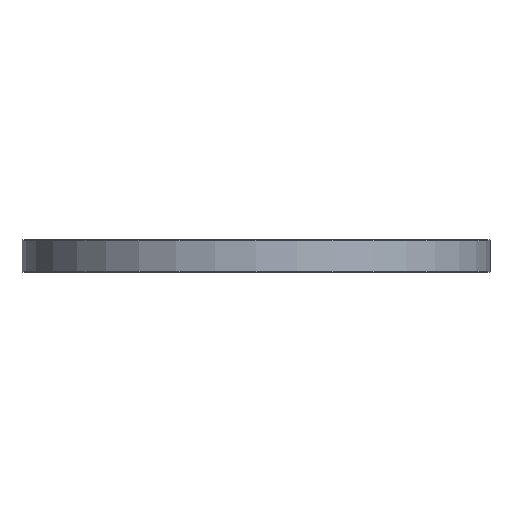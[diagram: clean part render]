
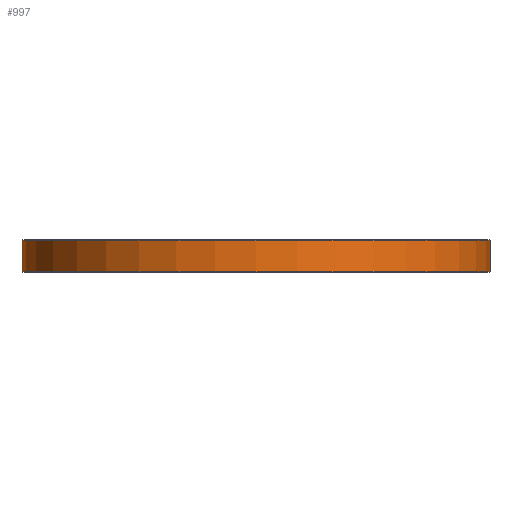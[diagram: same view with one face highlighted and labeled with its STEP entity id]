
A CAD part, front view. The second image highlights one B-rep face of the part: STEP entity #997.
In plain terms, the highlighted cylindrical face has radius 285.5 mm (diameter 571 mm), a partial arc.
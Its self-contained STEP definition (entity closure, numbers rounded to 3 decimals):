
#23 = DIRECTION ( 'NONE',  ( -1., 0., 0. ) ) ;
#114 = AXIS2_PLACEMENT_3D ( 'NONE', #311, #278, #23 ) ;
#115 = LINE ( 'NONE', #2421, #2874 ) ;
#221 = CARTESIAN_POINT ( 'NONE',  ( 285.5, 0., 39. ) ) ;
#278 = DIRECTION ( 'NONE',  ( 0., 0., -1. ) ) ;
#311 = CARTESIAN_POINT ( 'NONE',  ( 0., 0., 40. ) ) ;
#369 = EDGE_CURVE ( 'NONE', #633, #391, #3034, .T. ) ;
#391 = VERTEX_POINT ( 'NONE', #3136 ) ;
#469 = CARTESIAN_POINT ( 'NONE',  ( 285.5, 0., 40. ) ) ;
#633 = VERTEX_POINT ( 'NONE', #221 ) ;
#795 = AXIS2_PLACEMENT_3D ( 'NONE', #2826, #3116, #1300 ) ;
#924 = CARTESIAN_POINT ( 'NONE',  ( 0., 0., 1. ) ) ;
#997 = ADVANCED_FACE ( 'NONE', ( #1354 ), #2567, .T. ) ;
#1042 = EDGE_CURVE ( 'NONE', #1974, #1477, #2590, .T. ) ;
#1300 = DIRECTION ( 'NONE',  ( 1., 0., 0. ) ) ;
#1354 = FACE_OUTER_BOUND ( 'NONE', #1810, .T. ) ;
#1477 = VERTEX_POINT ( 'NONE', #1917 ) ;
#1583 = EDGE_CURVE ( 'NONE', #633, #1477, #3256, .T. ) ;
#1627 = ORIENTED_EDGE ( 'NONE', *, *, #1042, .T. ) ;
#1636 = DIRECTION ( 'NONE',  ( 0., 0., 1. ) ) ;
#1744 = DIRECTION ( 'NONE',  ( 0., 0., -1. ) ) ;
#1810 = EDGE_LOOP ( 'NONE', ( #2906, #2832, #3155, #1627 ) ) ;
#1917 = CARTESIAN_POINT ( 'NONE',  ( 285.5, 0., 1. ) ) ;
#1974 = VERTEX_POINT ( 'NONE', #2552 ) ;
#2373 = AXIS2_PLACEMENT_3D ( 'NONE', #924, #1636, #3183 ) ;
#2421 = CARTESIAN_POINT ( 'NONE',  ( -285.5, 0., 40. ) ) ;
#2552 = CARTESIAN_POINT ( 'NONE',  ( -285.5, 0., 1. ) ) ;
#2567 = CYLINDRICAL_SURFACE ( 'NONE', #114, 285.5 ) ;
#2590 = CIRCLE ( 'NONE', #2373, 285.5 ) ;
#2826 = CARTESIAN_POINT ( 'NONE',  ( 0., 0., 39. ) ) ;
#2832 = ORIENTED_EDGE ( 'NONE', *, *, #369, .T. ) ;
#2874 = VECTOR ( 'NONE', #2975, 1000. ) ;
#2906 = ORIENTED_EDGE ( 'NONE', *, *, #1583, .F. ) ;
#2975 = DIRECTION ( 'NONE',  ( 0., 0., -1. ) ) ;
#3034 = CIRCLE ( 'NONE', #795, 285.5 ) ;
#3116 = DIRECTION ( 'NONE',  ( 0., 0., -1. ) ) ;
#3136 = CARTESIAN_POINT ( 'NONE',  ( -285.5, 0., 39. ) ) ;
#3155 = ORIENTED_EDGE ( 'NONE', *, *, #3268, .T. ) ;
#3173 = VECTOR ( 'NONE', #1744, 1000. ) ;
#3183 = DIRECTION ( 'NONE',  ( 1., 0., 0. ) ) ;
#3256 = LINE ( 'NONE', #469, #3173 ) ;
#3268 = EDGE_CURVE ( 'NONE', #391, #1974, #115, .T. ) ;
